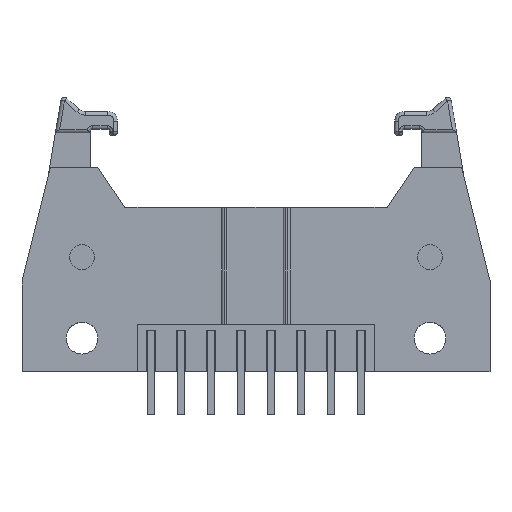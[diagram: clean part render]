
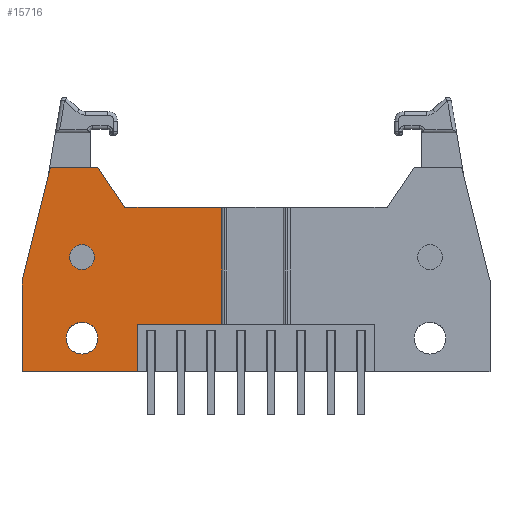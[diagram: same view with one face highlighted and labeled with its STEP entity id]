
A CAD part, top view. The second image highlights one B-rep face of the part: STEP entity #15716.
In plain terms, the highlighted planar face has unit normal (0, 0, 1).
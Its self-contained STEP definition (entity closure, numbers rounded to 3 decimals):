
#75 = EDGE_CURVE ( 'NONE', #7506, #12220, #15523, .T. ) ;
#101 = EDGE_LOOP ( 'NONE', ( #17911, #5937, #10459, #2083, #19301, #5113, #7727, #14016, #15447 ) ) ;
#307 = VECTOR ( 'NONE', #13749, 1000. ) ;
#579 = AXIS2_PLACEMENT_3D ( 'NONE', #10237, #17983, #8397 ) ;
#1694 = DIRECTION ( 'NONE',  ( 0., 0., -1. ) ) ;
#1829 = DIRECTION ( 'NONE',  ( 1., 0., 0. ) ) ;
#2083 = ORIENTED_EDGE ( 'NONE', *, *, #9219, .T. ) ;
#2150 = EDGE_CURVE ( 'NONE', #2560, #12002, #17400, .T. ) ;
#2325 = CIRCLE ( 'NONE', #14265, 1.05 ) ;
#2560 = VERTEX_POINT ( 'NONE', #3971 ) ;
#2682 = CARTESIAN_POINT ( 'NONE',  ( 16.91, 13.9, 8. ) ) ;
#2989 = EDGE_CURVE ( 'NONE', #20421, #17417, #7070, .T. ) ;
#3132 = CARTESIAN_POINT ( 'NONE',  ( 5.08, 2.84, 8. ) ) ;
#3460 = CARTESIAN_POINT ( 'NONE',  ( 0., 4., 8. ) ) ;
#3489 = PLANE ( 'NONE',  #579 ) ;
#3824 = EDGE_CURVE ( 'NONE', #16657, #20379, #2325, .T. ) ;
#3826 = CARTESIAN_POINT ( 'NONE',  ( 8.71, 13.9, 8. ) ) ;
#3971 = CARTESIAN_POINT ( 'NONE',  ( 16.91, 4., 8. ) ) ;
#4200 = DIRECTION ( 'NONE',  ( -1., 0., 0. ) ) ;
#4346 = VECTOR ( 'NONE', #20554, 1000. ) ;
#4877 = VERTEX_POINT ( 'NONE', #3826 ) ;
#4936 = CARTESIAN_POINT ( 'NONE',  ( 6.43, 2.84, 8. ) ) ;
#5113 = ORIENTED_EDGE ( 'NONE', *, *, #5929, .T. ) ;
#5168 = VECTOR ( 'NONE', #20333, 1000. ) ;
#5725 = LINE ( 'NONE', #8947, #17946 ) ;
#5896 = CARTESIAN_POINT ( 'NONE',  ( 16.91, 0., 8. ) ) ;
#5924 = EDGE_CURVE ( 'NONE', #17417, #20421, #20218, .T. ) ;
#5927 = CARTESIAN_POINT ( 'NONE',  ( 0., 13.9, 8. ) ) ;
#5929 = EDGE_CURVE ( 'NONE', #16366, #7506, #19432, .T. ) ;
#5937 = ORIENTED_EDGE ( 'NONE', *, *, #11796, .T. ) ;
#6040 = DIRECTION ( 'NONE',  ( 1., 0., 0. ) ) ;
#6117 = CARTESIAN_POINT ( 'NONE',  ( 4.03, 9.7, 8. ) ) ;
#6151 = CARTESIAN_POINT ( 'NONE',  ( 5.08, 2.84, 8. ) ) ;
#6279 = CARTESIAN_POINT ( 'NONE',  ( 8.71, 13.9, 8. ) ) ;
#6968 = LINE ( 'NONE', #20137, #5168 ) ;
#7070 = CIRCLE ( 'NONE', #14883, 1.35 ) ;
#7506 = VERTEX_POINT ( 'NONE', #8765 ) ;
#7643 = DIRECTION ( 'NONE',  ( 0., 0., -1. ) ) ;
#7727 = ORIENTED_EDGE ( 'NONE', *, *, #75, .T. ) ;
#8256 = DIRECTION ( 'NONE',  ( -1., 0., 0. ) ) ;
#8397 = DIRECTION ( 'NONE',  ( 1., 0., 0. ) ) ;
#8765 = CARTESIAN_POINT ( 'NONE',  ( 2.409, 17.3, 8. ) ) ;
#8869 = CARTESIAN_POINT ( 'NONE',  ( 2.409, 17.3, 8. ) ) ;
#8940 = DIRECTION ( 'NONE',  ( 0., 0., -1. ) ) ;
#8947 = CARTESIAN_POINT ( 'NONE',  ( 0., 7.68, 8. ) ) ;
#9068 = CARTESIAN_POINT ( 'NONE',  ( 6.409, 17.3, 8. ) ) ;
#9219 = EDGE_CURVE ( 'NONE', #12002, #4877, #15129, .T. ) ;
#9525 = CARTESIAN_POINT ( 'NONE',  ( 3.73, 2.84, 8. ) ) ;
#9553 = CARTESIAN_POINT ( 'NONE',  ( 9.76, 0., 8. ) ) ;
#9676 = DIRECTION ( 'NONE',  ( 1., 0., 0. ) ) ;
#9763 = ORIENTED_EDGE ( 'NONE', *, *, #3824, .T. ) ;
#10172 = CIRCLE ( 'NONE', #13553, 1.05 ) ;
#10237 = CARTESIAN_POINT ( 'NONE',  ( 0., 0., 8. ) ) ;
#10359 = DIRECTION ( 'NONE',  ( -0.243, -0.97, 0. ) ) ;
#10459 = ORIENTED_EDGE ( 'NONE', *, *, #2150, .T. ) ;
#10489 = VERTEX_POINT ( 'NONE', #9553 ) ;
#10616 = EDGE_CURVE ( 'NONE', #10489, #15002, #6968, .T. ) ;
#10817 = CARTESIAN_POINT ( 'NONE',  ( 0., 7.68, 8. ) ) ;
#11048 = VECTOR ( 'NONE', #12669, 1000. ) ;
#11351 = CARTESIAN_POINT ( 'NONE',  ( 0., 17.3, 8. ) ) ;
#11438 = EDGE_CURVE ( 'NONE', #4877, #16366, #17571, .T. ) ;
#11796 = EDGE_CURVE ( 'NONE', #15002, #2560, #18059, .T. ) ;
#12002 = VERTEX_POINT ( 'NONE', #2682 ) ;
#12220 = VERTEX_POINT ( 'NONE', #10817 ) ;
#12419 = VECTOR ( 'NONE', #8256, 1000. ) ;
#12520 = ORIENTED_EDGE ( 'NONE', *, *, #5924, .T. ) ;
#12552 = ORIENTED_EDGE ( 'NONE', *, *, #13059, .T. ) ;
#12669 = DIRECTION ( 'NONE',  ( -0.561, 0.828, 0. ) ) ;
#12784 = CARTESIAN_POINT ( 'NONE',  ( 9.76, 4., 8. ) ) ;
#13059 = EDGE_CURVE ( 'NONE', #20379, #16657, #10172, .T. ) ;
#13370 = VECTOR ( 'NONE', #4200, 1000. ) ;
#13553 = AXIS2_PLACEMENT_3D ( 'NONE', #14505, #1694, #19409 ) ;
#13749 = DIRECTION ( 'NONE',  ( -1., 0., 0. ) ) ;
#13792 = EDGE_LOOP ( 'NONE', ( #9763, #12552 ) ) ;
#13920 = EDGE_LOOP ( 'NONE', ( #15038, #12520 ) ) ;
#14016 = ORIENTED_EDGE ( 'NONE', *, *, #15883, .F. ) ;
#14225 = LINE ( 'NONE', #18806, #13370 ) ;
#14265 = AXIS2_PLACEMENT_3D ( 'NONE', #18820, #8940, #18389 ) ;
#14505 = CARTESIAN_POINT ( 'NONE',  ( 5.08, 9.7, 8. ) ) ;
#14672 = FACE_OUTER_BOUND ( 'NONE', #101, .T. ) ;
#14883 = AXIS2_PLACEMENT_3D ( 'NONE', #6151, #7643, #6040 ) ;
#15002 = VERTEX_POINT ( 'NONE', #12784 ) ;
#15038 = ORIENTED_EDGE ( 'NONE', *, *, #2989, .T. ) ;
#15129 = LINE ( 'NONE', #5927, #307 ) ;
#15447 = ORIENTED_EDGE ( 'NONE', *, *, #21045, .F. ) ;
#15523 = LINE ( 'NONE', #8869, #16102 ) ;
#15716 = ADVANCED_FACE ( 'NONE', ( #16689, #18292, #14672 ), #3489, .T. ) ;
#15883 = EDGE_CURVE ( 'NONE', #16108, #12220, #5725, .T. ) ;
#16102 = VECTOR ( 'NONE', #10359, 1000. ) ;
#16103 = CARTESIAN_POINT ( 'NONE',  ( 0., 0., 8. ) ) ;
#16108 = VERTEX_POINT ( 'NONE', #16103 ) ;
#16243 = CARTESIAN_POINT ( 'NONE',  ( 6.13, 9.7, 8. ) ) ;
#16366 = VERTEX_POINT ( 'NONE', #9068 ) ;
#16657 = VERTEX_POINT ( 'NONE', #16243 ) ;
#16689 = FACE_BOUND ( 'NONE', #13792, .T. ) ;
#16805 = VECTOR ( 'NONE', #1829, 1000. ) ;
#17400 = LINE ( 'NONE', #5896, #4346 ) ;
#17417 = VERTEX_POINT ( 'NONE', #9525 ) ;
#17571 = LINE ( 'NONE', #6279, #11048 ) ;
#17911 = ORIENTED_EDGE ( 'NONE', *, *, #10616, .T. ) ;
#17946 = VECTOR ( 'NONE', #20385, 1000. ) ;
#17983 = DIRECTION ( 'NONE',  ( 0., 0., 1. ) ) ;
#18059 = LINE ( 'NONE', #3460, #16805 ) ;
#18292 = FACE_BOUND ( 'NONE', #13920, .T. ) ;
#18389 = DIRECTION ( 'NONE',  ( 1., 0., 0. ) ) ;
#18806 = CARTESIAN_POINT ( 'NONE',  ( 0., 0., 8. ) ) ;
#18820 = CARTESIAN_POINT ( 'NONE',  ( 5.08, 9.7, 8. ) ) ;
#19301 = ORIENTED_EDGE ( 'NONE', *, *, #11438, .T. ) ;
#19409 = DIRECTION ( 'NONE',  ( 1., 0., 0. ) ) ;
#19432 = LINE ( 'NONE', #11351, #12419 ) ;
#19529 = DIRECTION ( 'NONE',  ( 0., 0., -1. ) ) ;
#19889 = AXIS2_PLACEMENT_3D ( 'NONE', #3132, #19529, #9676 ) ;
#20137 = CARTESIAN_POINT ( 'NONE',  ( 9.76, 0., 8. ) ) ;
#20218 = CIRCLE ( 'NONE', #19889, 1.35 ) ;
#20333 = DIRECTION ( 'NONE',  ( 0., 1., 0. ) ) ;
#20379 = VERTEX_POINT ( 'NONE', #6117 ) ;
#20385 = DIRECTION ( 'NONE',  ( 0., 1., 0. ) ) ;
#20421 = VERTEX_POINT ( 'NONE', #4936 ) ;
#20554 = DIRECTION ( 'NONE',  ( 0., 1., 0. ) ) ;
#21045 = EDGE_CURVE ( 'NONE', #10489, #16108, #14225, .T. ) ;
